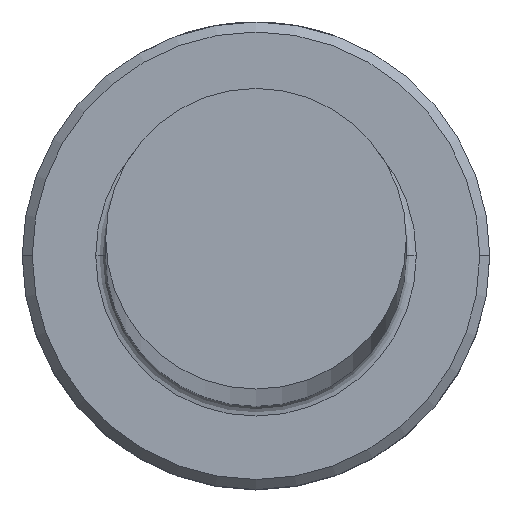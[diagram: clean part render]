
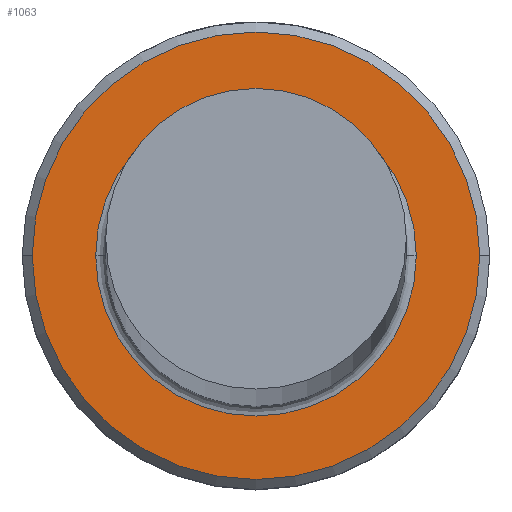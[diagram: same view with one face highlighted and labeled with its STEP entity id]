
A CAD part, top view. The second image highlights one B-rep face of the part: STEP entity #1063.
In plain terms, the highlighted planar face has unit normal (0, 0, 1).
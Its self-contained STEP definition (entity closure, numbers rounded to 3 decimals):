
#21 = CARTESIAN_POINT ( 'NONE',  ( -4.8, 0., 8. ) ) ;
#92 = AXIS2_PLACEMENT_3D ( 'NONE', #464, #1116, #565 ) ;
#100 = FACE_OUTER_BOUND ( 'NONE', #1175, .T. ) ;
#122 = CARTESIAN_POINT ( 'NONE',  ( 6.7, 0., 8. ) ) ;
#170 = AXIS2_PLACEMENT_3D ( 'NONE', #892, #329, #981 ) ;
#172 = AXIS2_PLACEMENT_3D ( 'NONE', #1003, #444, #1098 ) ;
#220 = ORIENTED_EDGE ( 'NONE', *, *, #803, .T. ) ;
#230 = CIRCLE ( 'NONE', #687, 6.7 ) ;
#325 = DIRECTION ( 'NONE',  ( 0., 0., 1. ) ) ;
#329 = DIRECTION ( 'NONE',  ( 0., 0., 1. ) ) ;
#337 = ORIENTED_EDGE ( 'NONE', *, *, #1000, .T. ) ;
#400 = ORIENTED_EDGE ( 'NONE', *, *, #699, .T. ) ;
#444 = DIRECTION ( 'NONE',  ( 0., 0., 1. ) ) ;
#462 = CARTESIAN_POINT ( 'NONE',  ( -6.7, 0., 8. ) ) ;
#464 = CARTESIAN_POINT ( 'NONE',  ( 0., 0., 8. ) ) ;
#513 = CARTESIAN_POINT ( 'NONE',  ( 0., 0., 8. ) ) ;
#548 = VERTEX_POINT ( 'NONE', #1015 ) ;
#565 = DIRECTION ( 'NONE',  ( -1., 0., 0. ) ) ;
#607 = DIRECTION ( 'NONE',  ( -1., 0., 0. ) ) ;
#641 = CIRCLE ( 'NONE', #92, 4.8 ) ;
#687 = AXIS2_PLACEMENT_3D ( 'NONE', #883, #325, #975 ) ;
#699 = EDGE_CURVE ( 'NONE', #945, #889, #1036, .T. ) ;
#803 = EDGE_CURVE ( 'NONE', #548, #1121, #641, .T. ) ;
#816 = FACE_BOUND ( 'NONE', #926, .T. ) ;
#834 = AXIS2_PLACEMENT_3D ( 'NONE', #513, #1160, #607 ) ;
#883 = CARTESIAN_POINT ( 'NONE',  ( 0., 0., 8. ) ) ;
#889 = VERTEX_POINT ( 'NONE', #462 ) ;
#892 = CARTESIAN_POINT ( 'NONE',  ( 0., 0., 8. ) ) ;
#926 = EDGE_LOOP ( 'NONE', ( #976, #220 ) ) ;
#945 = VERTEX_POINT ( 'NONE', #122 ) ;
#975 = DIRECTION ( 'NONE',  ( 1., 0., 0. ) ) ;
#976 = ORIENTED_EDGE ( 'NONE', *, *, #1001, .T. ) ;
#981 = DIRECTION ( 'NONE',  ( 1., 0., 0. ) ) ;
#1000 = EDGE_CURVE ( 'NONE', #889, #945, #230, .T. ) ;
#1001 = EDGE_CURVE ( 'NONE', #1121, #548, #1079, .T. ) ;
#1003 = CARTESIAN_POINT ( 'NONE',  ( 0., 0., 8. ) ) ;
#1015 = CARTESIAN_POINT ( 'NONE',  ( 4.8, 0., 8. ) ) ;
#1036 = CIRCLE ( 'NONE', #172, 6.7 ) ;
#1063 = ADVANCED_FACE ( 'NONE', ( #100, #816 ), #1166, .T. ) ;
#1079 = CIRCLE ( 'NONE', #834, 4.8 ) ;
#1098 = DIRECTION ( 'NONE',  ( 1., 0., 0. ) ) ;
#1116 = DIRECTION ( 'NONE',  ( 0., 0., -1. ) ) ;
#1121 = VERTEX_POINT ( 'NONE', #21 ) ;
#1160 = DIRECTION ( 'NONE',  ( 0., 0., -1. ) ) ;
#1166 = PLANE ( 'NONE',  #170 ) ;
#1175 = EDGE_LOOP ( 'NONE', ( #337, #400 ) ) ;
